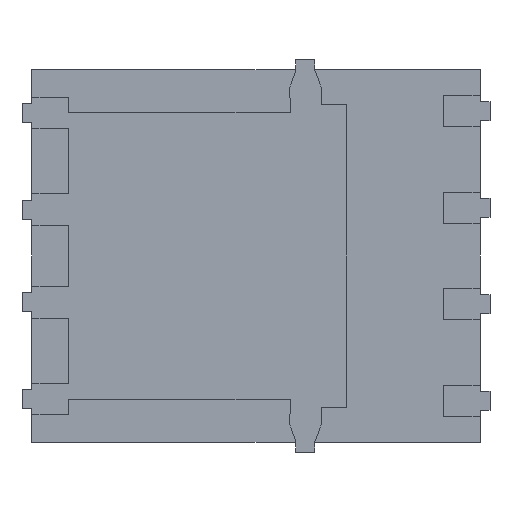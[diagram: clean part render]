
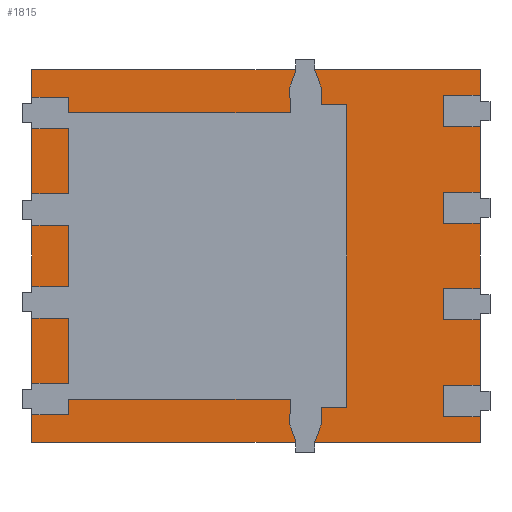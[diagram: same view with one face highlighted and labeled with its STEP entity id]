
A CAD part, front view. The second image highlights one B-rep face of the part: STEP entity #1815.
In plain terms, the highlighted planar face has unit normal (0, -1, 0).
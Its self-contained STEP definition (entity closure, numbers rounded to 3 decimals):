
#112 = VECTOR ( 'NONE', #1603, 1000. ) ;
#203 = ORIENTED_EDGE ( 'NONE', *, *, #3169, .F. ) ;
#263 = ORIENTED_EDGE ( 'NONE', *, *, #1490, .F. ) ;
#288 = CARTESIAN_POINT ( 'NONE',  ( 0., 0., 0. ) ) ;
#394 = LINE ( 'NONE', #1145, #2857 ) ;
#812 = LINE ( 'NONE', #1782, #112 ) ;
#852 = ORIENTED_EDGE ( 'NONE', *, *, #2548, .F. ) ;
#1071 = DIRECTION ( 'NONE',  ( 0., 0., -1. ) ) ;
#1088 = LINE ( 'NONE', #1132, #1362 ) ;
#1132 = CARTESIAN_POINT ( 'NONE',  ( -2.945, 0., 2.45 ) ) ;
#1144 = CARTESIAN_POINT ( 'NONE',  ( 2.945, 0., -2.45 ) ) ;
#1145 = CARTESIAN_POINT ( 'NONE',  ( -2.945, 0., -2.45 ) ) ;
#1248 = FACE_OUTER_BOUND ( 'NONE', #2071, .T. ) ;
#1262 = VERTEX_POINT ( 'NONE', #3136 ) ;
#1266 = CARTESIAN_POINT ( 'NONE',  ( -2.945, 0., 2.45 ) ) ;
#1323 = DIRECTION ( 'NONE',  ( 0., -1., 0. ) ) ;
#1362 = VECTOR ( 'NONE', #2203, 1000. ) ;
#1490 = EDGE_CURVE ( 'NONE', #2669, #1739, #394, .T. ) ;
#1575 = LINE ( 'NONE', #1266, #1647 ) ;
#1603 = DIRECTION ( 'NONE',  ( 0., 0., -1. ) ) ;
#1647 = VECTOR ( 'NONE', #2622, 1000. ) ;
#1668 = AXIS2_PLACEMENT_3D ( 'NONE', #288, #1323, #1071 ) ;
#1739 = VERTEX_POINT ( 'NONE', #1975 ) ;
#1782 = CARTESIAN_POINT ( 'NONE',  ( 2.945, 0., 2.45 ) ) ;
#1815 = ADVANCED_FACE ( 'NONE', ( #1248 ), #2573, .T. ) ;
#1935 = ORIENTED_EDGE ( 'NONE', *, *, #2179, .F. ) ;
#1951 = DIRECTION ( 'NONE',  ( -1., 0., 0. ) ) ;
#1975 = CARTESIAN_POINT ( 'NONE',  ( -2.945, 0., -2.45 ) ) ;
#2071 = EDGE_LOOP ( 'NONE', ( #1935, #852, #203, #263 ) ) ;
#2179 = EDGE_CURVE ( 'NONE', #3121, #2669, #812, .T. ) ;
#2203 = DIRECTION ( 'NONE',  ( 0., 0., 1. ) ) ;
#2548 = EDGE_CURVE ( 'NONE', #1262, #3121, #1575, .T. ) ;
#2573 = PLANE ( 'NONE',  #1668 ) ;
#2622 = DIRECTION ( 'NONE',  ( 1., 0., 0. ) ) ;
#2669 = VERTEX_POINT ( 'NONE', #1144 ) ;
#2857 = VECTOR ( 'NONE', #1951, 1000. ) ;
#2950 = CARTESIAN_POINT ( 'NONE',  ( 2.945, 0., 2.45 ) ) ;
#3121 = VERTEX_POINT ( 'NONE', #2950 ) ;
#3136 = CARTESIAN_POINT ( 'NONE',  ( -2.945, 0., 2.45 ) ) ;
#3169 = EDGE_CURVE ( 'NONE', #1739, #1262, #1088, .T. ) ;
